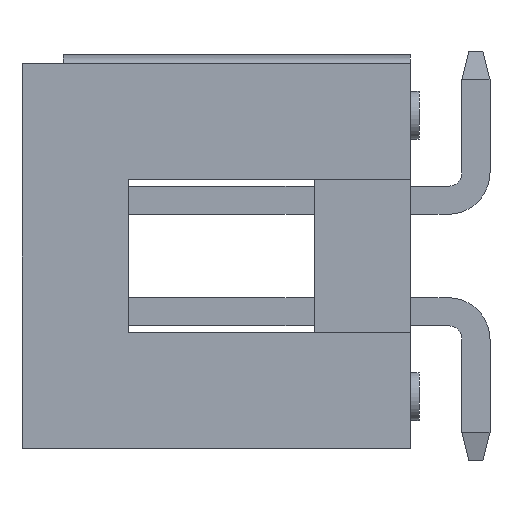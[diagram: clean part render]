
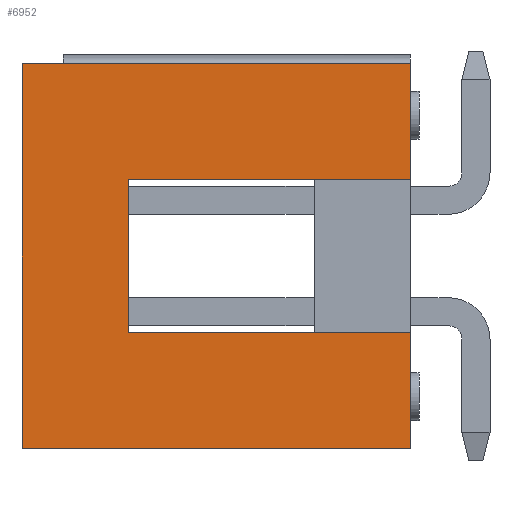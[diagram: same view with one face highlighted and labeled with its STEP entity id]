
A CAD part, left-side view. The second image highlights one B-rep face of the part: STEP entity #6952.
In plain terms, the highlighted planar face has unit normal (-1, 0, 0).
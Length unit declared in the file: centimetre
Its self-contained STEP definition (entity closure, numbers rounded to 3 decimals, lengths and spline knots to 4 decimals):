
#579=FACE_OUTER_BOUND('',#1022,.T.);
#1022=EDGE_LOOP('',(#6181,#6182,#6183,#6184,#6185,#6186,#6187,#6188));
#1200=LINE('',#9642,#2067);
#1204=LINE('',#9649,#2071);
#1860=LINE('',#11112,#2727);
#1878=LINE('',#11170,#2745);
#1882=LINE('',#11178,#2749);
#1888=LINE('',#11221,#2755);
#1889=LINE('',#11223,#2756);
#1890=LINE('',#11225,#2757);
#2067=VECTOR('',#7726,0.2625);
#2071=VECTOR('',#7730,0.2625);
#2727=VECTOR('',#9156,0.875);
#2745=VECTOR('',#9194,0.64);
#2749=VECTOR('',#9202,0.35);
#2755=VECTOR('',#9250,0.883);
#2756=VECTOR('',#9253,0.64);
#2757=VECTOR('',#9256,0.883);
#2893=VERTEX_POINT('',#9615);
#2905=VERTEX_POINT('',#9639);
#2906=VERTEX_POINT('',#9641);
#2909=VERTEX_POINT('',#9647);
#3330=VERTEX_POINT('',#11109);
#3331=VERTEX_POINT('',#11111);
#3341=VERTEX_POINT('',#11168);
#3343=VERTEX_POINT('',#11176);
#3537=EDGE_CURVE('',#2906,#2905,#1200,.T.);
#3541=EDGE_CURVE('',#2893,#2909,#1204,.T.);
#4259=EDGE_CURVE('',#3330,#3331,#1860,.T.);
#4280=EDGE_CURVE('',#2909,#3341,#1878,.T.);
#4284=EDGE_CURVE('',#3343,#3341,#1882,.T.);
#4296=EDGE_CURVE('',#2905,#3331,#1888,.T.);
#4297=EDGE_CURVE('',#2906,#3343,#1889,.T.);
#4298=EDGE_CURVE('',#2893,#3330,#1890,.T.);
#6181=ORIENTED_EDGE('',*,*,#3541,.T.);
#6182=ORIENTED_EDGE('',*,*,#4280,.T.);
#6183=ORIENTED_EDGE('',*,*,#4284,.F.);
#6184=ORIENTED_EDGE('',*,*,#4297,.F.);
#6185=ORIENTED_EDGE('',*,*,#3537,.T.);
#6186=ORIENTED_EDGE('',*,*,#4296,.T.);
#6187=ORIENTED_EDGE('',*,*,#4259,.F.);
#6188=ORIENTED_EDGE('',*,*,#4298,.F.);
#6553=PLANE('',#7432);
#6952=ADVANCED_FACE('',(#579),#6553,.T.);
#7432=AXIS2_PLACEMENT_3D('',#11224,#9254,#9255);
#7726=DIRECTION('',(0.,0.,1.));
#7730=DIRECTION('',(0.,0.,1.));
#9156=DIRECTION('',(0.,0.,1.));
#9194=DIRECTION('',(0.,1.,0.));
#9202=DIRECTION('',(0.,0.,-1.));
#9250=DIRECTION('',(0.,1.,0.));
#9253=DIRECTION('',(0.,1.,0.));
#9254=DIRECTION('center_axis',(-1.,0.,0.));
#9255=DIRECTION('ref_axis',(0.,0.,1.));
#9256=DIRECTION('',(0.,1.,0.));
#9615=CARTESIAN_POINT('',(-2.7268,0.8511,-0.0249));
#9639=CARTESIAN_POINT('',(-2.7268,0.8511,0.8501));
#9641=CARTESIAN_POINT('',(-2.7268,0.8511,0.5876));
#9642=CARTESIAN_POINT('',(-2.7268,0.8511,0.5876));
#9647=CARTESIAN_POINT('',(-2.7268,0.8511,0.2376));
#9649=CARTESIAN_POINT('',(-2.7268,0.8511,-0.0249));
#11109=CARTESIAN_POINT('',(-2.7268,1.7341,-0.0249));
#11111=CARTESIAN_POINT('',(-2.7268,1.7341,0.8501));
#11112=CARTESIAN_POINT('',(-2.7268,1.7341,-0.0249));
#11168=CARTESIAN_POINT('',(-2.7268,1.4911,0.2376));
#11170=CARTESIAN_POINT('',(-2.7268,0.8511,0.2376));
#11176=CARTESIAN_POINT('',(-2.7268,1.4911,0.5876));
#11178=CARTESIAN_POINT('',(-2.7268,1.4911,0.2376));
#11221=CARTESIAN_POINT('',(-2.7268,0.8511,0.8501));
#11223=CARTESIAN_POINT('',(-2.7268,0.8511,0.5876));
#11224=CARTESIAN_POINT('Origin',(-2.7268,0.8511,-0.0249));
#11225=CARTESIAN_POINT('',(-2.7268,0.8511,-0.0249));
